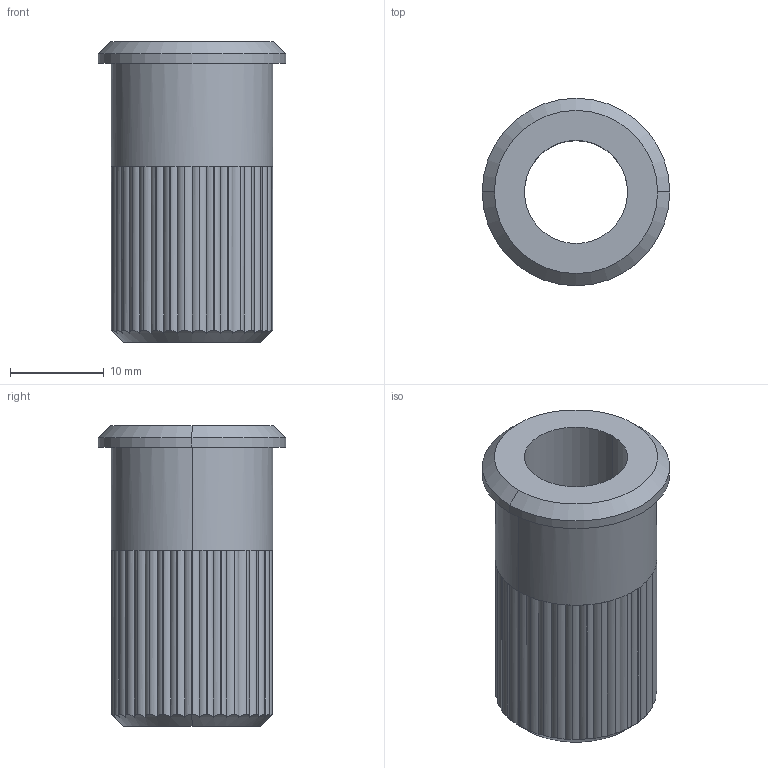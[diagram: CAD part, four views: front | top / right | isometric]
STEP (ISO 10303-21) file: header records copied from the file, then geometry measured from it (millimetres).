
FILE_DESCRIPTION (( 'STEP AP214' ), '1' );
FILE_NAME ('A381 Âòóëêà ðåçüáîâàÿ äëÿ îïîðû Ì12.STEP', '2020-07-30T10:22:45', ( 'Windows User' ), ( '' ), 'SwSTEP 2.0', 'SolidWorks 2020', '' );
FILE_SCHEMA (( 'AUTOMOTIVE_DESIGN' ));
Length unit declared in the file: millimetre
Products named in the file (1): A381 Âòóëêà ðåçüáîâàÿ äëÿ îïîðû Ì12
Bounding box: 20 x 20 x 32.1 mm (x, y, z)
Volume: 3925.2 mm3; surface area: 3375.1 mm2
Topology: 1 solids, 1 shells, 118 faces, 338 edges, 224 vertices
Faces by surface type: cylinder 76, plane 38, cone 4
Entity records: 4326 total; most frequent: CARTESIAN_POINT 1157, ORIENTED_EDGE 676, DIRECTION 664, EDGE_CURVE 338, AXIS2_PLACEMENT_3D 275, VERTEX_POINT 224, CIRCLE 156, EDGE_LOOP 122
